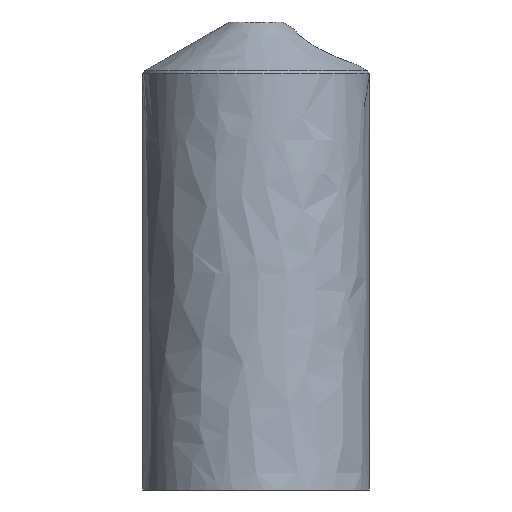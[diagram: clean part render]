
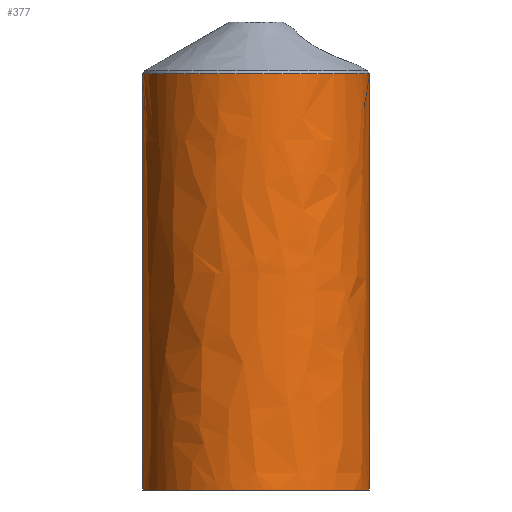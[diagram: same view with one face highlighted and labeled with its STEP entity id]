
A CAD part, front view. The second image highlights one B-rep face of the part: STEP entity #377.
In plain terms, the highlighted free-form (B-spline) face has degree [2, 1] with [5, 3] control points.
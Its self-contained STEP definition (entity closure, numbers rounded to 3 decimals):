
#166=B_SPLINE_CURVE_WITH_KNOTS('',1,(#5656,#5657,#5658),.UNSPECIFIED.,.F.,
 .F.,(2,1,2),(213.527,220.526,383.527),
 .UNSPECIFIED.);
#179=B_SPLINE_CURVE_WITH_KNOTS('',1,(#5851,#5852,#5853),.UNSPECIFIED.,.F.,
 .F.,(2,1,2),(213.527,220.526,383.527),
 .UNSPECIFIED.);
#377=ADVANCED_FACE('',(#523),#2423,.T.);
#523=FACE_OUTER_BOUND('',#669,.T.);
#669=EDGE_LOOP('',(#1383,#1384,#1385,#1386));
#1383=ORIENTED_EDGE('',*,*,#1860,.T.);
#1384=ORIENTED_EDGE('',*,*,#1841,.F.);
#1385=ORIENTED_EDGE('',*,*,#1835,.F.);
#1386=ORIENTED_EDGE('',*,*,#1840,.T.);
#1835=EDGE_CURVE('',#2310,#2309,#166,.T.);
#1840=EDGE_CURVE('',#2310,#2321,#2092,.T.);
#1841=EDGE_CURVE('',#2309,#2322,#2093,.T.);
#1860=EDGE_CURVE('',#2321,#2322,#179,.T.);
#2092=(
BOUNDED_CURVE()
B_SPLINE_CURVE(2,(#5673,#5674,#5675,#5676,#5677),.UNSPECIFIED.,.F.,.F.)
B_SPLINE_CURVE_WITH_KNOTS((3,2,3),(0.,72.728,145.456),
 .UNSPECIFIED.)
CURVE()
GEOMETRIC_REPRESENTATION_ITEM()
RATIONAL_B_SPLINE_CURVE((1.,0.707,1.,0.707,1.))
REPRESENTATION_ITEM('')
);
#2093=(
BOUNDED_CURVE()
B_SPLINE_CURVE(2,(#5678,#5679,#5680,#5681,#5682),.UNSPECIFIED.,.F.,.F.)
B_SPLINE_CURVE_WITH_KNOTS((3,2,3),(0.,72.728,145.456),
 .UNSPECIFIED.)
CURVE()
GEOMETRIC_REPRESENTATION_ITEM()
RATIONAL_B_SPLINE_CURVE((1.,0.707,1.,0.707,1.))
REPRESENTATION_ITEM('')
);
#2309=VERTEX_POINT('',#5625);
#2310=VERTEX_POINT('',#5626);
#2321=VERTEX_POINT('',#5637);
#2322=VERTEX_POINT('',#5638);
#2423=(
BOUNDED_SURFACE()
B_SPLINE_SURFACE(2,1,((#5471,#5472,#5473),(#5474,#5475,#5476),(#5477,#5478,
#5479),(#5480,#5481,#5482),(#5483,#5484,#5485)),.UNSPECIFIED.,.F.,.F.,.F.)
B_SPLINE_SURFACE_WITH_KNOTS((3,2,3),(2,1,2),(0.,72.728,145.456),
(213.527,220.526,383.527),.UNSPECIFIED.)
GEOMETRIC_REPRESENTATION_ITEM()
RATIONAL_B_SPLINE_SURFACE(((1.,1.,1.),(0.707,0.707,
0.707),(1.,1.,1.),(0.707,0.707,0.707),
(1.,1.,1.)))
REPRESENTATION_ITEM('')
SURFACE()
);
#5471=CARTESIAN_POINT('',(-46.3,0.,0.));
#5472=CARTESIAN_POINT('',(-46.3,0.,6.998));
#5473=CARTESIAN_POINT('',(-46.3,0.,170.));
#5474=CARTESIAN_POINT('',(-46.3,-46.3,0.));
#5475=CARTESIAN_POINT('',(-46.3,-46.3,6.998));
#5476=CARTESIAN_POINT('',(-46.3,-46.3,170.));
#5477=CARTESIAN_POINT('',(0.,-46.3,0.));
#5478=CARTESIAN_POINT('',(0.,-46.3,6.998));
#5479=CARTESIAN_POINT('',(0.,-46.3,170.));
#5480=CARTESIAN_POINT('',(46.3,-46.3,0.));
#5481=CARTESIAN_POINT('',(46.3,-46.3,6.998));
#5482=CARTESIAN_POINT('',(46.3,-46.3,170.));
#5483=CARTESIAN_POINT('',(46.3,0.,0.));
#5484=CARTESIAN_POINT('',(46.3,0.,6.998));
#5485=CARTESIAN_POINT('',(46.3,0.,170.));
#5625=CARTESIAN_POINT('',(-46.3,0.,170.));
#5626=CARTESIAN_POINT('',(-46.3,0.,0.));
#5637=CARTESIAN_POINT('',(46.3,0.,0.));
#5638=CARTESIAN_POINT('',(46.3,0.,170.));
#5656=CARTESIAN_POINT('',(-46.3,0.,0.));
#5657=CARTESIAN_POINT('',(-46.3,0.,6.998));
#5658=CARTESIAN_POINT('',(-46.3,0.,170.));
#5673=CARTESIAN_POINT('',(-46.3,0.,0.));
#5674=CARTESIAN_POINT('',(-46.3,-46.3,0.));
#5675=CARTESIAN_POINT('',(0.,-46.3,0.));
#5676=CARTESIAN_POINT('',(46.3,-46.3,0.));
#5677=CARTESIAN_POINT('',(46.3,0.,0.));
#5678=CARTESIAN_POINT('',(-46.3,0.,170.));
#5679=CARTESIAN_POINT('',(-46.3,-46.3,170.));
#5680=CARTESIAN_POINT('',(0.,-46.3,170.));
#5681=CARTESIAN_POINT('',(46.3,-46.3,170.));
#5682=CARTESIAN_POINT('',(46.3,0.,170.));
#5851=CARTESIAN_POINT('',(46.3,0.,0.));
#5852=CARTESIAN_POINT('',(46.3,0.,6.998));
#5853=CARTESIAN_POINT('',(46.3,0.,170.));
